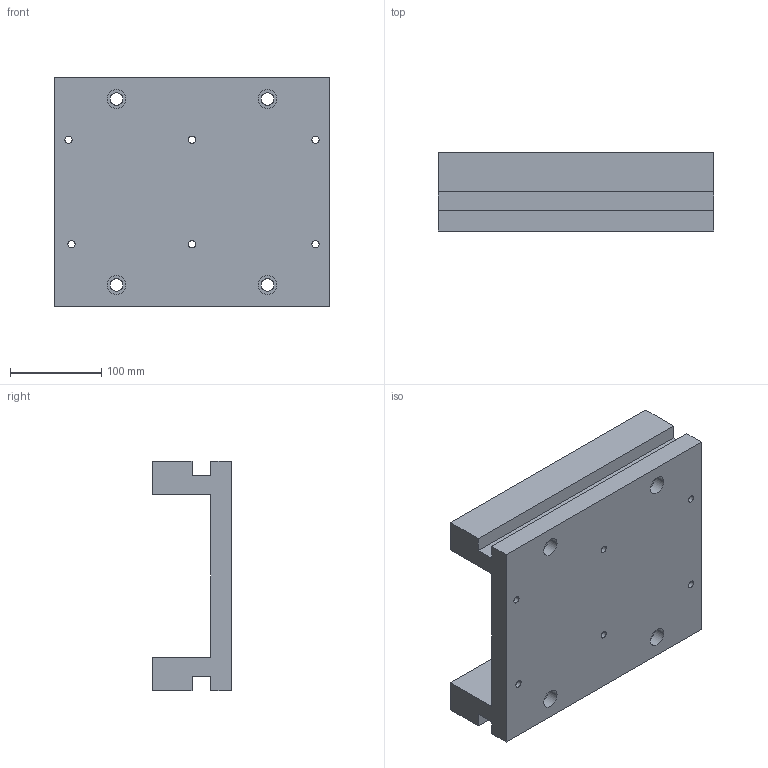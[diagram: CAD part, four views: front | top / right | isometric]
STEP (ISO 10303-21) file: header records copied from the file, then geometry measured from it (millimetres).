
FILE_DESCRIPTION(('produced by SPATIAL CORP'),'2;1');
FILE_NAME( '1012house_.prt.hh.sat.stp','2002-04-19T14:09:58+00:00',('SPATIAL CORP'),('SPATIAL CORP'), 'ACIS STEP Husk','http://www.spatial.com','SPATIAL CORP');
FILE_SCHEMA(('CONFIG_CONTROL_DESIGN'));
Length unit declared in the file: millimetre
Products named in the file (1): PRODUCT_ID_1
Bounding box: 301.62 x 85.72 x 250.82 mm (x, y, z)
Volume: 2815122.1 mm3; surface area: 297067.9 mm2
Topology: 1 solids, 1 shells, 64 faces, 160 edges, 104 vertices
Faces by surface type: cylinder 32, plane 24, cone 8
Entity records: 2057 total; most frequent: DIRECTION 360, CARTESIAN_POINT 328, ORIENTED_EDGE 320, EDGE_CURVE 160, AXIS2_PLACEMENT_3D 136, VERTEX_POINT 104, EDGE_LOOP 90, FACE_BOUND 90
